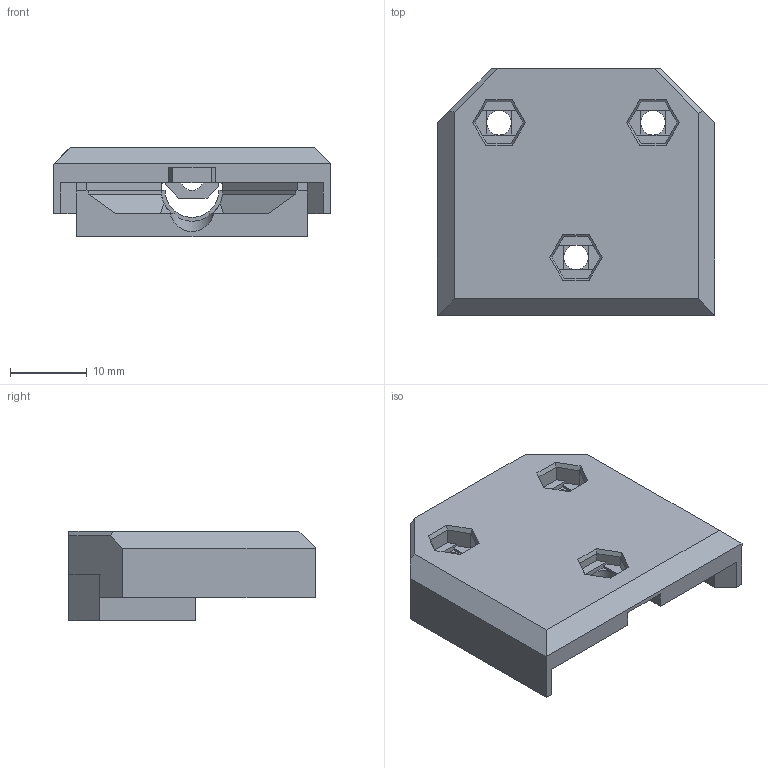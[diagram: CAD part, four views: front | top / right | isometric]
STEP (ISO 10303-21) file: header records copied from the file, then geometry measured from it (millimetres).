
FILE_DESCRIPTION(/* description */ (''),/* implementation_level */ '2;1');
FILE_NAME(/* name */ 'Heatbed_cover.step',/* time_stamp */ '2021-09-09T23:42:16+02:00',/* author */ (''),/* organization */ (''),/* preprocessor_version */ 'ST-DEVELOPER v18.1',/* originating_system */ 'Autodesk Translation Framework v10.10.0.1391',/* authorisation */ '');
FILE_SCHEMA (('AUTOMOTIVE_DESIGN { 1 0 10303 214 3 1 1 }'));
Length unit declared in the file: millimetre
Products named in the file (1): Heatbed_cover
Bounding box: 36 x 32 x 11.6 mm (x, y, z)
Volume: 6526.4 mm3; surface area: 5343 mm2
Topology: 2 solids, 2 shells, 187 faces, 501 edges, 318 vertices
Faces by surface type: plane 169, cylinder 16, cone 2
Full cylindrical faces by diameter (mm): 3 x1, 3.2 x5, 6.2 x2
Entity records: 5790 total; most frequent: CARTESIAN_POINT 1016, ORIENTED_EDGE 1002, DIRECTION 945, EDGE_CURVE 501, LINE 431, VECTOR 431, VERTEX_POINT 318, AXIS2_PLACEMENT_3D 257
